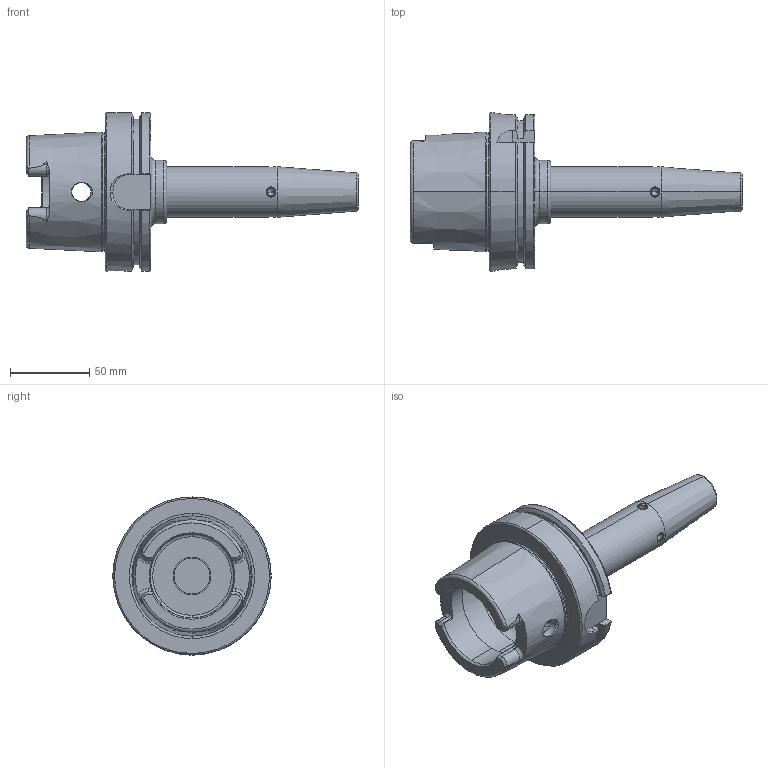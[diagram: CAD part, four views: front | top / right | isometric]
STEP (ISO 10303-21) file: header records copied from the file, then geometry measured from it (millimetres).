
FILE_DESCRIPTION((''),'2;1');
FILE_NAME('HSK100A_SFH12_7_160','2020-12-24T13:41:13',('user'),(''),'CREO PARAMETRIC BY PTC INC, 2018400','CREO PARAMETRIC BY PTC INC, 2018400','');
FILE_SCHEMA(('CONFIG_CONTROL_DESIGN'));
Length unit declared in the file: millimetre
Products named in the file (1): HSK100A_SFH12_7_160
Bounding box: 210 x 100 x 100 mm (x, y, z)
Volume: 336551.7 mm3; surface area: 68964.7 mm2
Topology: 1 solids, 6 shells, 206 faces, 550 edges, 350 vertices
Faces by surface type: cylinder 70, plane 56, cone 43, torus 25, bspline 12
Entity records: 7922 total; most frequent: CARTESIAN_POINT 2858, ORIENTED_EDGE 1066, DIRECTION 1034, EDGE_CURVE 542, AXIS2_PLACEMENT_3D 418, VERTEX_POINT 350, EDGE_LOOP 223, CIRCLE 223
